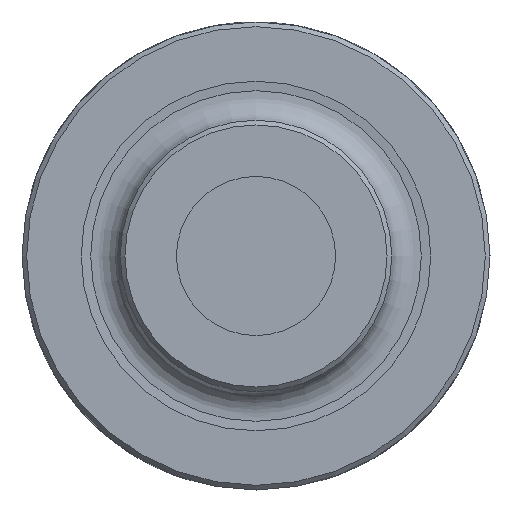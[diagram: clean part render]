
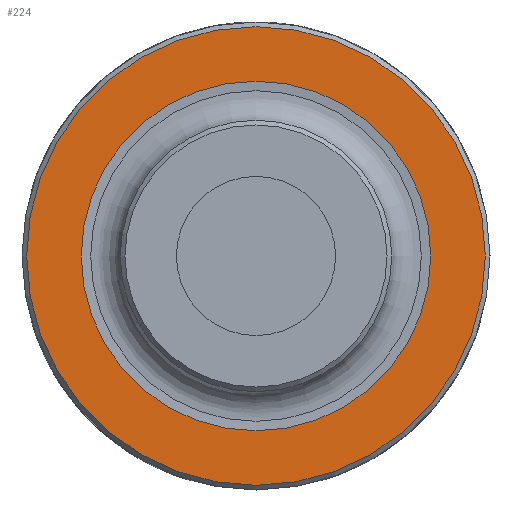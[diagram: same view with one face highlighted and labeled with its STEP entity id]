
A CAD part, left-side view. The second image highlights one B-rep face of the part: STEP entity #224.
In plain terms, the highlighted planar face has unit normal (-1, 0, 0).
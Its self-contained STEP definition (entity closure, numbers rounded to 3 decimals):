
#175=FACE_BOUND('',#326,.T.);
#176=FACE_BOUND('',#327,.T.);
#224=ADVANCED_FACE('',(#175,#176),#251,.F.);
#251=PLANE('',#708);
#326=EDGE_LOOP('',(#466));
#327=EDGE_LOOP('',(#467));
#466=ORIENTED_EDGE('',*,*,#614,.T.);
#467=ORIENTED_EDGE('',*,*,#613,.F.);
#541=VERTEX_POINT('',#1530);
#542=VERTEX_POINT('',#1533);
#613=EDGE_CURVE('',#541,#541,#636,.T.);
#614=EDGE_CURVE('',#542,#542,#637,.T.);
#636=CIRCLE('',#705,18.674);
#637=CIRCLE('',#707,24.5);
#705=AXIS2_PLACEMENT_3D('',#1529,#853,#854);
#707=AXIS2_PLACEMENT_3D('',#1532,#857,#858);
#708=AXIS2_PLACEMENT_3D('',#1534,#859,#860);
#853=DIRECTION('',(-1.,0.,0.));
#854=DIRECTION('',(0.,0.,-1.));
#857=DIRECTION('',(-1.,0.,0.));
#858=DIRECTION('',(0.,0.,-1.));
#859=DIRECTION('',(1.,0.,0.));
#860=DIRECTION('',(0.,0.,-1.));
#1529=CARTESIAN_POINT('',(30.,0.,0.));
#1530=CARTESIAN_POINT('',(30.,0.,-18.674));
#1532=CARTESIAN_POINT('',(30.,0.,0.));
#1533=CARTESIAN_POINT('',(30.,0.,-24.5));
#1534=CARTESIAN_POINT('',(30.,18.674,0.));
